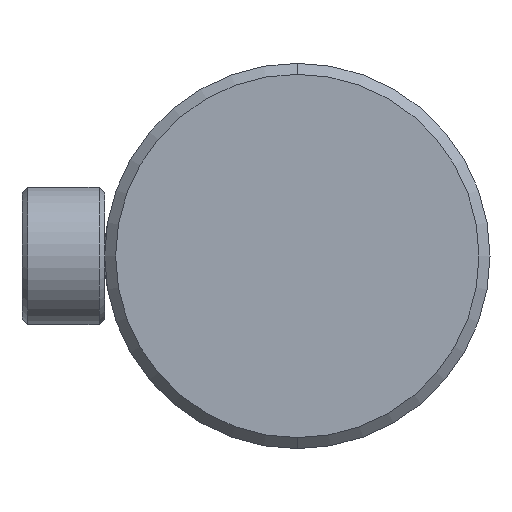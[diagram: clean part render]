
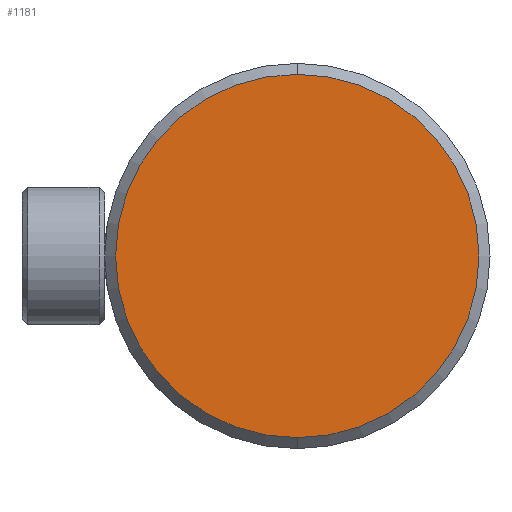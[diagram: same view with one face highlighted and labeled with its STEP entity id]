
A CAD part, left-side view. The second image highlights one B-rep face of the part: STEP entity #1181.
In plain terms, the highlighted planar face has unit normal (-1, 0, 0).
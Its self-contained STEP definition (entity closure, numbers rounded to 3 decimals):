
#17 = ORIENTED_EDGE ( 'NONE', *, *, #1737, .T. ) ;
#185 = EDGE_CURVE ( 'NONE', #2956, #1036, #1318, .T. ) ;
#194 = CARTESIAN_POINT ( 'NONE',  ( -13., 0., -33. ) ) ;
#624 = ORIENTED_EDGE ( 'NONE', *, *, #185, .T. ) ;
#687 = FACE_OUTER_BOUND ( 'NONE', #2860, .T. ) ;
#811 = DIRECTION ( 'NONE',  ( 0., 0., 1. ) ) ;
#839 = AXIS2_PLACEMENT_3D ( 'NONE', #1314, #958, #811 ) ;
#895 = CARTESIAN_POINT ( 'NONE',  ( -13., 0., 0. ) ) ;
#958 = DIRECTION ( 'NONE',  ( -1., 0., 0. ) ) ;
#1036 = VERTEX_POINT ( 'NONE', #194 ) ;
#1120 = DIRECTION ( 'NONE',  ( 0., 0., -1. ) ) ;
#1154 = DIRECTION ( 'NONE',  ( 0., 0., 1. ) ) ;
#1181 = ADVANCED_FACE ( 'NONE', ( #687 ), #2820, .F. ) ;
#1314 = CARTESIAN_POINT ( 'NONE',  ( -13., 0., 0. ) ) ;
#1318 = CIRCLE ( 'NONE', #1853, 33. ) ;
#1421 = DIRECTION ( 'NONE',  ( -1., 0., 0. ) ) ;
#1484 = CARTESIAN_POINT ( 'NONE',  ( -13., 0., 33. ) ) ;
#1737 = EDGE_CURVE ( 'NONE', #1036, #2956, #2859, .T. ) ;
#1853 = AXIS2_PLACEMENT_3D ( 'NONE', #2992, #1421, #1154 ) ;
#1879 = DIRECTION ( 'NONE',  ( 1., 0., 0. ) ) ;
#2732 = AXIS2_PLACEMENT_3D ( 'NONE', #895, #1879, #1120 ) ;
#2820 = PLANE ( 'NONE',  #2732 ) ;
#2859 = CIRCLE ( 'NONE', #839, 33. ) ;
#2860 = EDGE_LOOP ( 'NONE', ( #17, #624 ) ) ;
#2956 = VERTEX_POINT ( 'NONE', #1484 ) ;
#2992 = CARTESIAN_POINT ( 'NONE',  ( -13., 0., 0. ) ) ;
